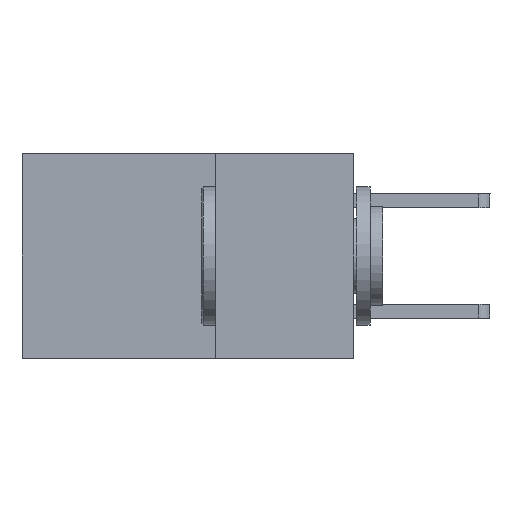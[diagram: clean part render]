
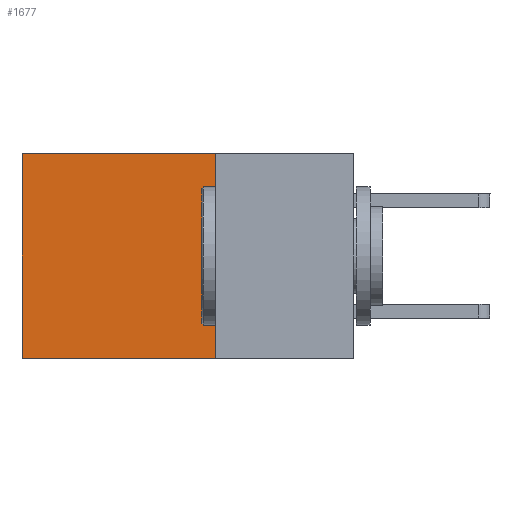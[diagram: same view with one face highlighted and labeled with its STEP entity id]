
A CAD part, left-side view. The second image highlights one B-rep face of the part: STEP entity #1677.
In plain terms, the highlighted planar face has unit normal (-1, 0, 0).
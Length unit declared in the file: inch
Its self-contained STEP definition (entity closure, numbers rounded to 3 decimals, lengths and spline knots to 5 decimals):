
#348 = VECTOR ( 'NONE', #7860, 39.37008 ) ;
#423 = CARTESIAN_POINT ( 'NONE',  ( 0.2875, 0.6, -0.37 ) ) ;
#692 = LINE ( 'NONE', #4183, #348 ) ;
#932 = EDGE_CURVE ( 'NONE', #2396, #1331, #692, .T. ) ;
#1181 = CARTESIAN_POINT ( 'NONE',  ( 0.2875, 0.6, 0. ) ) ;
#1331 = VERTEX_POINT ( 'NONE', #8435 ) ;
#1677 = ADVANCED_FACE ( 'NONE', ( #8084 ), #2720, .F. ) ;
#1990 = ORIENTED_EDGE ( 'NONE', *, *, #8701, .F. ) ;
#2043 = CARTESIAN_POINT ( 'NONE',  ( 0.2875, 0.25, 0. ) ) ;
#2396 = VERTEX_POINT ( 'NONE', #2043 ) ;
#2424 = DIRECTION ( 'NONE',  ( 0., 0., -1. ) ) ;
#2444 = DIRECTION ( 'NONE',  ( 1., 0., 0. ) ) ;
#2471 = CARTESIAN_POINT ( 'NONE',  ( 0.2875, 0.25, 0. ) ) ;
#2720 = PLANE ( 'NONE',  #11177 ) ;
#2789 = DIRECTION ( 'NONE',  ( 0., 0., -1. ) ) ;
#3400 = DIRECTION ( 'NONE',  ( 0., 1., 0. ) ) ;
#3534 = LINE ( 'NONE', #11599, #6019 ) ;
#4137 = VERTEX_POINT ( 'NONE', #423 ) ;
#4183 = CARTESIAN_POINT ( 'NONE',  ( 0.2875, 0.25, 0. ) ) ;
#4656 = VECTOR ( 'NONE', #2789, 39.37008 ) ;
#6019 = VECTOR ( 'NONE', #3400, 39.37008 ) ;
#6212 = VECTOR ( 'NONE', #10521, 39.37008 ) ;
#7226 = EDGE_CURVE ( 'NONE', #1331, #4137, #8890, .T. ) ;
#7297 = ORIENTED_EDGE ( 'NONE', *, *, #8221, .F. ) ;
#7468 = LINE ( 'NONE', #7986, #4656 ) ;
#7826 = EDGE_LOOP ( 'NONE', ( #11141, #1990, #7297, #11014 ) ) ;
#7860 = DIRECTION ( 'NONE',  ( 0., 1., 0. ) ) ;
#7986 = CARTESIAN_POINT ( 'NONE',  ( 0.2875, 0.25, 0. ) ) ;
#8084 = FACE_OUTER_BOUND ( 'NONE', #7826, .T. ) ;
#8221 = EDGE_CURVE ( 'NONE', #2396, #11549, #7468, .T. ) ;
#8326 = CARTESIAN_POINT ( 'NONE',  ( 0.2875, 0.25, -0.37 ) ) ;
#8435 = CARTESIAN_POINT ( 'NONE',  ( 0.2875, 0.6, 0. ) ) ;
#8701 = EDGE_CURVE ( 'NONE', #11549, #4137, #3534, .T. ) ;
#8890 = LINE ( 'NONE', #1181, #6212 ) ;
#10521 = DIRECTION ( 'NONE',  ( 0., 0., -1. ) ) ;
#11014 = ORIENTED_EDGE ( 'NONE', *, *, #932, .T. ) ;
#11141 = ORIENTED_EDGE ( 'NONE', *, *, #7226, .T. ) ;
#11177 = AXIS2_PLACEMENT_3D ( 'NONE', #2471, #2444, #2424 ) ;
#11549 = VERTEX_POINT ( 'NONE', #8326 ) ;
#11599 = CARTESIAN_POINT ( 'NONE',  ( 0.2875, 0.25, -0.37 ) ) ;
